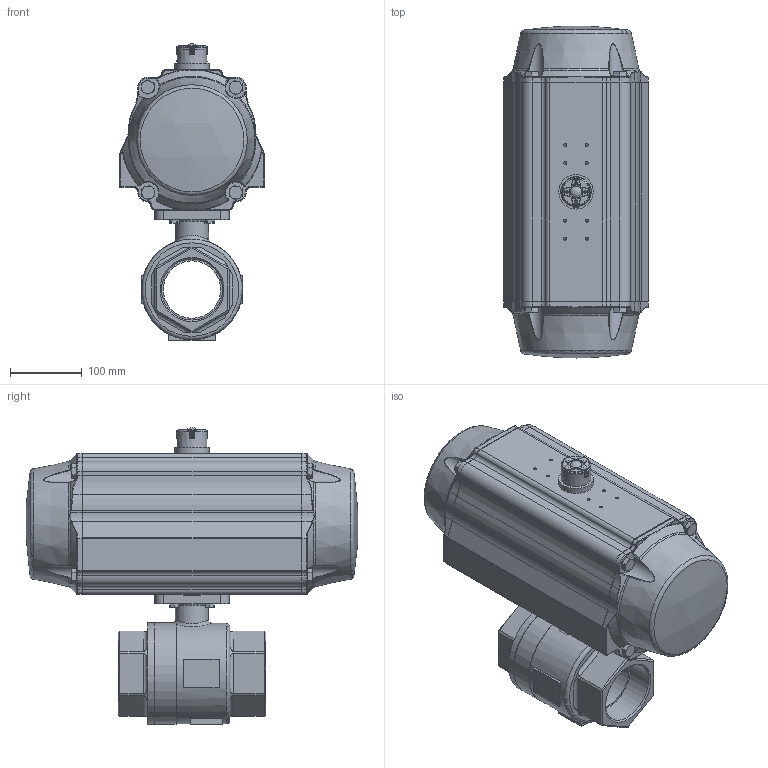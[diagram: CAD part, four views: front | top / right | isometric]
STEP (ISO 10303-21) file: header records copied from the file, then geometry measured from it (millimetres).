
FILE_DESCRIPTION(/* description */ ('Unknown','CAx-IF Rec.Pracs.---Representation and Presentation of Product Manufacturing Information (PMI)---4.0---2014-10-13','CAx-IF Rec.Pracs.---3D Tessellated Geometry---0.4---2014-09-14','2;1'),/* implementation_level */ '2;1');
FILE_NAME(/* name */ 'FR07 9768-11',/* time_stamp */ '2023-11-23T11:53:13+01:00',/* author */ ('Unknown'),/* organization */ ('Unknown'),/* preprocessor_version */ 'ST-DEVELOPER v18.102',/* originating_system */ 'Solid Edge',/* authorisation */ 'Unknown');
FILE_SCHEMA (('AP242_MANAGED_MODEL_BASED_3D_ENGINEERING_MIM_LF { 1 0 10303 442 1 1 4 }'));
Length unit declared in the file: millimetre
Products named in the file (11): FR500-8.550.080; 8.550.080; DIN933_M8x25; DW08_FR07_(DW682_FR500); ____; ________(___________; _____________; ______; hexagon head bolts--product grade c gb_GB_FASTENER_BOLT_HHBC M12X55-N; cup head nib bolts with large head gb_GB_FASTENER_BOLT_CHNBW M6X25-N; KP-160
Assembly tree (22 placements, depth 4):
  FR500-8.550.080
    8.550.080
    DIN933_M8x25  x4
    DW08_FR07_(DW682_FR500)
      ____
        ________(___________  x2
        _____________  x2
        ______
      hexagon head bolts--product grade c gb_GB_FASTENER_BOLT_HHBC M12X55-N  x8
      cup head nib bolts with large head gb_GB_FASTENER_BOLT_CHNBW M6X25-N
      KP-160
Bounding box: 202 x 461.71 x 412.4 mm (x, y, z)
Volume: 15146850.2 mm3; surface area: 593954.8 mm2
Topology: 20 solids, 20 shells, 1296 faces, 3045 edges, 1803 vertices
Faces by surface type: plane 409, cylinder 361, bspline 219, cone 169, torus 125, sphere 13
Full cylindrical faces by diameter (mm): 3 x16, 3.3 x8, 4.2 x12, 4.66 x1, 5 x1, 6 x1, 6.2 x1, 8 x4, 8.5 x4, 9 x4, 10 x4, 10.2 x12, 11.8 x2, 12 x8, 21 x1, 38.5 x1, 39 x1, 46 x2, 47.8 x1, 80 x1, 84.926 x2, 140 x2, 141 x2
Entity records: 36802 total; most frequent: CARTESIAN_POINT 14812, ORIENTED_EDGE 4242, DIRECTION 4231, EDGE_CURVE 2121, AXIS2_PLACEMENT_3D 1705, VERTEX_POINT 1345, FACE_BOUND 1180, EDGE_LOOP 1153
